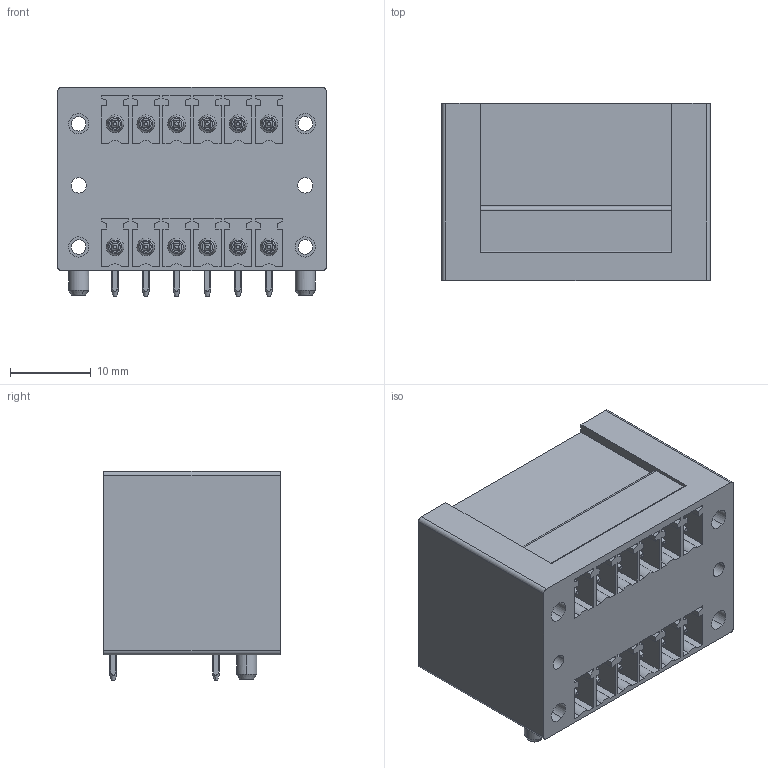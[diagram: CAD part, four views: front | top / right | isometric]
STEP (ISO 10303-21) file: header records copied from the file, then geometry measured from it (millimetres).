
FILE_DESCRIPTION(('CATIA V5 STEP Exchange','CAx-IF Rec.Pracs.--- Model Styling and Organization---1.2---2011-12-15'),'2;1');
FILE_NAME ('D1460836_0_1974220000_1974220000.stp','2018-10-05T06:12:34+00:00',('none'),('Weidmueller'),'CATIA Version 5-6 Release 2014','CATIA V5 STEP AP214','none');
FILE_SCHEMA(('AUTOMOTIVE_DESIGN { 1 0 10303 214 1 1 1 1 }'));
Length unit declared in the file: millimetre
Products named in the file (1): 1974220000
Bounding box: 33.25 x 21.9 x 25.9 mm (x, y, z)
Volume: 14337.2 mm3; surface area: 8168.9 mm2
Topology: 15 solids, 15 shells, 822 faces, 2232 edges, 1468 vertices
Faces by surface type: plane 512, cylinder 210, cone 76, torus 24
Entity records: 24951 total; most frequent: CARTESIAN_POINT 6763, ORIENTED_EDGE 4464, DIRECTION 2560, EDGE_CURVE 2232, VECTOR 1516, LINE 1516, VERTEX_POINT 1468, EDGE_LOOP 886
